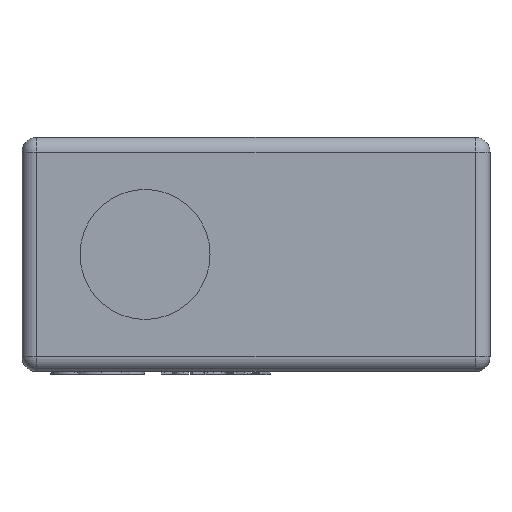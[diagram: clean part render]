
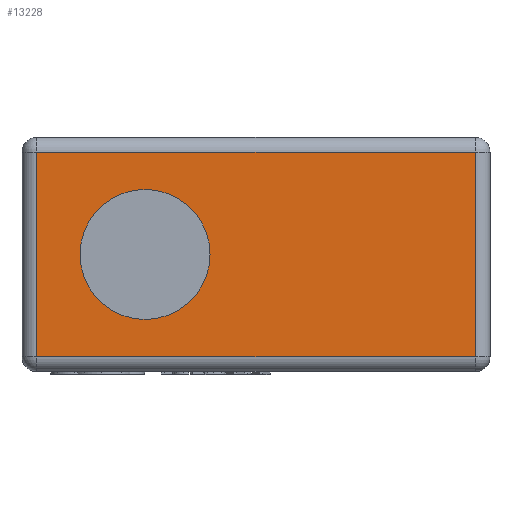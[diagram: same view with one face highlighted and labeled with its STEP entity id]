
A CAD part, top view. The second image highlights one B-rep face of the part: STEP entity #13228.
In plain terms, the highlighted planar face has unit normal (0, 0, 1).
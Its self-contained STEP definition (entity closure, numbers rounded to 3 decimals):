
#296 = AXIS2_PLACEMENT_3D ( 'NONE', #9805, #10692, #8670 ) ;
#307 = VECTOR ( 'NONE', #2141, 1000. ) ;
#336 = VECTOR ( 'NONE', #7011, 1000. ) ;
#1211 = CARTESIAN_POINT ( 'NONE',  ( -0.602, 0., 0.41 ) ) ;
#1290 = VERTEX_POINT ( 'NONE', #6225 ) ;
#1530 = LINE ( 'NONE', #10468, #9660 ) ;
#1731 = EDGE_CURVE ( 'NONE', #7400, #8153, #4360, .T. ) ;
#2141 = DIRECTION ( 'NONE',  ( 1., 0., 0. ) ) ;
#2504 = ORIENTED_EDGE ( 'NONE', *, *, #8289, .T. ) ;
#2829 = EDGE_CURVE ( 'NONE', #8144, #1290, #7484, .T. ) ;
#3297 = CARTESIAN_POINT ( 'NONE',  ( 0.75, -0.35, 0.41 ) ) ;
#3559 = CARTESIAN_POINT ( 'NONE',  ( -0.379, 0., 0.41 ) ) ;
#3604 = EDGE_LOOP ( 'NONE', ( #5562, #8656 ) ) ;
#4349 = EDGE_CURVE ( 'NONE', #5644, #8144, #1530, .T. ) ;
#4360 = CIRCLE ( 'NONE', #11900, 0.222 ) ;
#4455 = CARTESIAN_POINT ( 'NONE',  ( 0., 0.35, 0.41 ) ) ;
#4584 = CARTESIAN_POINT ( 'NONE',  ( -0.75, -0.35, 0.41 ) ) ;
#4978 = CARTESIAN_POINT ( 'NONE',  ( 0., 0., 0.41 ) ) ;
#5021 = EDGE_LOOP ( 'NONE', ( #12642, #2504, #8604, #6952 ) ) ;
#5375 = CARTESIAN_POINT ( 'NONE',  ( 0.75, 0.35, 0.41 ) ) ;
#5520 = DIRECTION ( 'NONE',  ( 0., 0., 1. ) ) ;
#5538 = DIRECTION ( 'NONE',  ( -1., 0., 0. ) ) ;
#5562 = ORIENTED_EDGE ( 'NONE', *, *, #8014, .F. ) ;
#5644 = VERTEX_POINT ( 'NONE', #3297 ) ;
#5984 = FACE_BOUND ( 'NONE', #3604, .T. ) ;
#6225 = CARTESIAN_POINT ( 'NONE',  ( -0.75, 0.35, 0.41 ) ) ;
#6477 = AXIS2_PLACEMENT_3D ( 'NONE', #4978, #7057, #8940 ) ;
#6520 = CIRCLE ( 'NONE', #296, 0.222 ) ;
#6952 = ORIENTED_EDGE ( 'NONE', *, *, #2829, .T. ) ;
#7011 = DIRECTION ( 'NONE',  ( 0., -1., 0. ) ) ;
#7057 = DIRECTION ( 'NONE',  ( 0., 0., -1. ) ) ;
#7400 = VERTEX_POINT ( 'NONE', #8902 ) ;
#7484 = LINE ( 'NONE', #4455, #12187 ) ;
#8014 = EDGE_CURVE ( 'NONE', #8153, #7400, #6520, .T. ) ;
#8144 = VERTEX_POINT ( 'NONE', #5375 ) ;
#8153 = VERTEX_POINT ( 'NONE', #1211 ) ;
#8289 = EDGE_CURVE ( 'NONE', #10217, #5644, #8375, .T. ) ;
#8375 = LINE ( 'NONE', #11361, #307 ) ;
#8604 = ORIENTED_EDGE ( 'NONE', *, *, #4349, .T. ) ;
#8656 = ORIENTED_EDGE ( 'NONE', *, *, #1731, .F. ) ;
#8670 = DIRECTION ( 'NONE',  ( -1., 0., 0. ) ) ;
#8704 = LINE ( 'NONE', #9914, #336 ) ;
#8902 = CARTESIAN_POINT ( 'NONE',  ( -0.157, 0., 0.41 ) ) ;
#8940 = DIRECTION ( 'NONE',  ( -1., 0., 0. ) ) ;
#9424 = EDGE_CURVE ( 'NONE', #1290, #10217, #8704, .T. ) ;
#9660 = VECTOR ( 'NONE', #11760, 1000. ) ;
#9805 = CARTESIAN_POINT ( 'NONE',  ( -0.379, 0., 0.41 ) ) ;
#9914 = CARTESIAN_POINT ( 'NONE',  ( -0.75, 0., 0.41 ) ) ;
#10012 = FACE_OUTER_BOUND ( 'NONE', #5021, .T. ) ;
#10217 = VERTEX_POINT ( 'NONE', #4584 ) ;
#10468 = CARTESIAN_POINT ( 'NONE',  ( 0.75, 0., 0.41 ) ) ;
#10627 = DIRECTION ( 'NONE',  ( -1., 0., 0. ) ) ;
#10692 = DIRECTION ( 'NONE',  ( 0., 0., 1. ) ) ;
#11361 = CARTESIAN_POINT ( 'NONE',  ( 0., -0.35, 0.41 ) ) ;
#11760 = DIRECTION ( 'NONE',  ( 0., 1., 0. ) ) ;
#11900 = AXIS2_PLACEMENT_3D ( 'NONE', #3559, #5520, #10627 ) ;
#12187 = VECTOR ( 'NONE', #5538, 1000. ) ;
#12642 = ORIENTED_EDGE ( 'NONE', *, *, #9424, .T. ) ;
#13196 = PLANE ( 'NONE',  #6477 ) ;
#13228 = ADVANCED_FACE ( 'NONE', ( #10012, #5984 ), #13196, .F. ) ;
